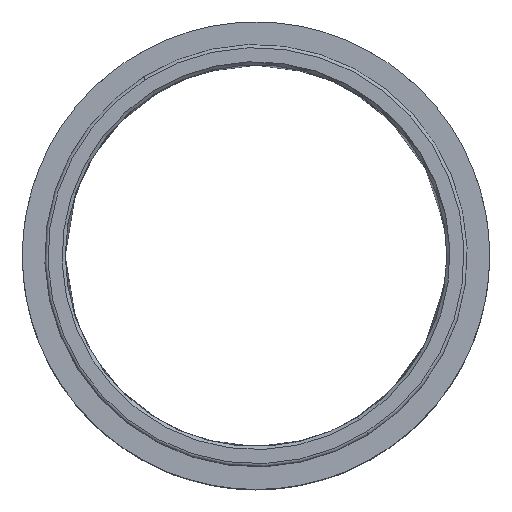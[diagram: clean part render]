
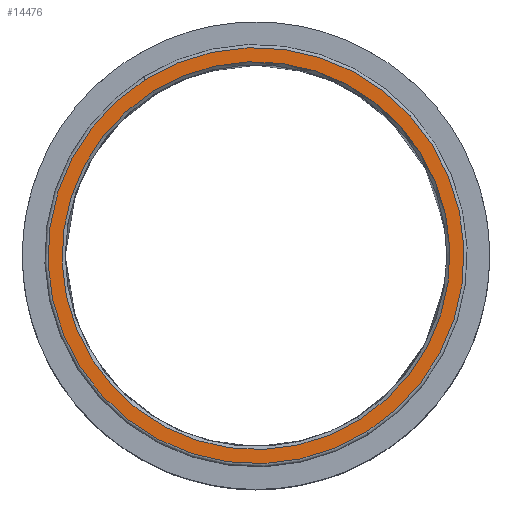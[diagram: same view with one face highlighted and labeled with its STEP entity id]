
A CAD part, top view. The second image highlights one B-rep face of the part: STEP entity #14476.
In plain terms, the highlighted planar face has unit normal (0, 0, 1).
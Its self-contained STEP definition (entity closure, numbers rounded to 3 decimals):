
#170 = CIRCLE ( 'NONE', #7103, 610. ) ;
#452 = CIRCLE ( 'NONE', #12126, 654.3 ) ;
#519 = EDGE_CURVE ( 'NONE', #17695, #10826, #170, .T. ) ;
#2314 = AXIS2_PLACEMENT_3D ( 'NONE', #6783, #14077, #20701 ) ;
#4076 = CARTESIAN_POINT ( 'NONE',  ( 0., 0., 1000. ) ) ;
#4267 = PLANE ( 'NONE',  #11919 ) ;
#4442 = EDGE_CURVE ( 'NONE', #10826, #17695, #10354, .T. ) ;
#4570 = CARTESIAN_POINT ( 'NONE',  ( -348.431, 553.809, 1000. ) ) ;
#6748 = VERTEX_POINT ( 'NONE', #17178 ) ;
#6783 = CARTESIAN_POINT ( 'NONE',  ( 0., 0., 1000. ) ) ;
#7091 = EDGE_CURVE ( 'NONE', #6748, #10671, #18721, .T. ) ;
#7103 = AXIS2_PLACEMENT_3D ( 'NONE', #10559, #17514, #8840 ) ;
#7301 = DIRECTION ( 'NONE',  ( -0.533, 0.846, 0. ) ) ;
#7779 = EDGE_CURVE ( 'NONE', #10671, #6748, #452, .T. ) ;
#8342 = EDGE_LOOP ( 'NONE', ( #20674, #17808 ) ) ;
#8840 = DIRECTION ( 'NONE',  ( -0.533, 0.846, 0. ) ) ;
#10354 = CIRCLE ( 'NONE', #2314, 610. ) ;
#10559 = CARTESIAN_POINT ( 'NONE',  ( 0., 0., 1000. ) ) ;
#10671 = VERTEX_POINT ( 'NONE', #4570 ) ;
#10826 = VERTEX_POINT ( 'NONE', #18158 ) ;
#11566 = CARTESIAN_POINT ( 'NONE',  ( 0., 0., 1000. ) ) ;
#11919 = AXIS2_PLACEMENT_3D ( 'NONE', #11566, #16813, #18518 ) ;
#12126 = AXIS2_PLACEMENT_3D ( 'NONE', #13930, #12331, #7301 ) ;
#12331 = DIRECTION ( 'NONE',  ( 0., 0., -1. ) ) ;
#13930 = CARTESIAN_POINT ( 'NONE',  ( 0., 0., 1000. ) ) ;
#14077 = DIRECTION ( 'NONE',  ( 0., 0., -1. ) ) ;
#14156 = CARTESIAN_POINT ( 'NONE',  ( -324.841, 516.313, 1000. ) ) ;
#14476 = ADVANCED_FACE ( 'NONE', ( #21621, #20238 ), #4267, .T. ) ;
#16813 = DIRECTION ( 'NONE',  ( 0., 0., 1. ) ) ;
#17178 = CARTESIAN_POINT ( 'NONE',  ( 348.431, -553.809, 1000. ) ) ;
#17514 = DIRECTION ( 'NONE',  ( 0., 0., -1. ) ) ;
#17695 = VERTEX_POINT ( 'NONE', #14156 ) ;
#17808 = ORIENTED_EDGE ( 'NONE', *, *, #7091, .F. ) ;
#17887 = DIRECTION ( 'NONE',  ( 0., 0., -1. ) ) ;
#18105 = DIRECTION ( 'NONE',  ( -0.533, 0.846, 0. ) ) ;
#18158 = CARTESIAN_POINT ( 'NONE',  ( 324.841, -516.313, 1000. ) ) ;
#18381 = ORIENTED_EDGE ( 'NONE', *, *, #4442, .T. ) ;
#18518 = DIRECTION ( 'NONE',  ( 1., 0., 0. ) ) ;
#18721 = CIRCLE ( 'NONE', #21640, 654.3 ) ;
#20238 = FACE_OUTER_BOUND ( 'NONE', #8342, .T. ) ;
#20674 = ORIENTED_EDGE ( 'NONE', *, *, #7779, .F. ) ;
#20701 = DIRECTION ( 'NONE',  ( -0.533, 0.846, 0. ) ) ;
#21028 = ORIENTED_EDGE ( 'NONE', *, *, #519, .T. ) ;
#21112 = EDGE_LOOP ( 'NONE', ( #18381, #21028 ) ) ;
#21621 = FACE_BOUND ( 'NONE', #21112, .T. ) ;
#21640 = AXIS2_PLACEMENT_3D ( 'NONE', #4076, #17887, #18105 ) ;
